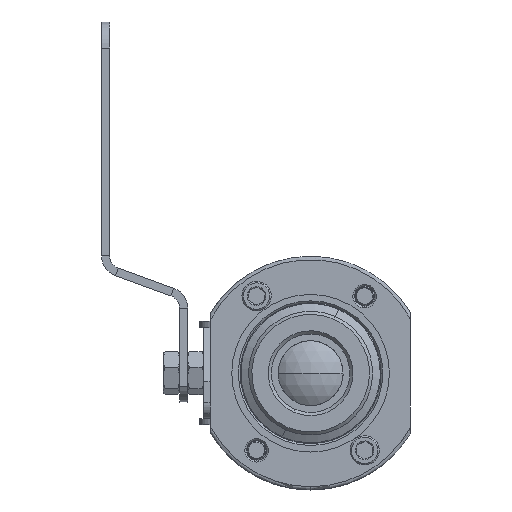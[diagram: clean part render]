
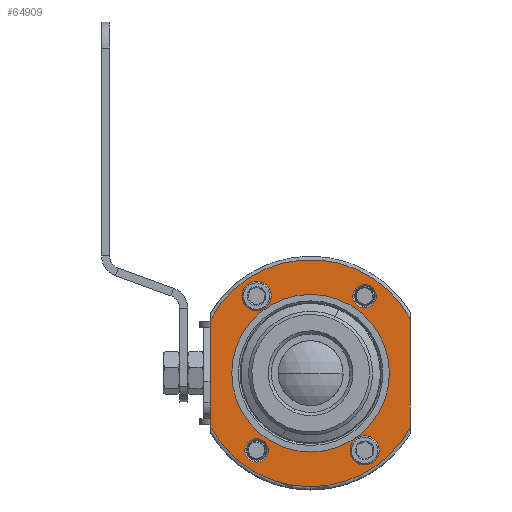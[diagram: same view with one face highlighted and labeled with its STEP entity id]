
A CAD part, left-side view. The second image highlights one B-rep face of the part: STEP entity #64909.
In plain terms, the highlighted planar face has unit normal (-1, 0, 0).
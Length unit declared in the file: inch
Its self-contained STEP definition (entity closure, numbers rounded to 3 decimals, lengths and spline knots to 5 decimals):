
#919 = DIRECTION ( 'NONE',  ( 0., 0., -1. ) ) ;
#1211 = ORIENTED_EDGE ( 'NONE', *, *, #21989, .T. ) ;
#5094 = VERTEX_POINT ( 'NONE', #10081 ) ;
#6457 = CARTESIAN_POINT ( 'NONE',  ( -1.755, 1.92, 1.03774 ) ) ;
#6647 = CARTESIAN_POINT ( 'NONE',  ( -1.755, -1.03817, -1.70798 ) ) ;
#8222 = DIRECTION ( 'NONE',  ( 1., 0., 0. ) ) ;
#9587 = AXIS2_PLACEMENT_3D ( 'NONE', #90533, #29524, #100779 ) ;
#10081 = CARTESIAN_POINT ( 'NONE',  ( -1.755, -1.03817, -1.25735 ) ) ;
#10897 = EDGE_CURVE ( 'NONE', #118254, #111887, #79335, .T. ) ;
#13260 = FACE_BOUND ( 'NONE', #39009, .T. ) ;
#13339 = DIRECTION ( 'NONE',  ( 1., 0., 0. ) ) ;
#17735 = EDGE_CURVE ( 'NONE', #111887, #118254, #35676, .T. ) ;
#18062 = LINE ( 'NONE', #130128, #96047 ) ;
#18178 = AXIS2_PLACEMENT_3D ( 'NONE', #58768, #129975, #69059 ) ;
#18870 = EDGE_LOOP ( 'NONE', ( #115753, #48463 ) ) ;
#20084 = AXIS2_PLACEMENT_3D ( 'NONE', #122861, #61911, #919 ) ;
#21067 = VERTEX_POINT ( 'NONE', #110119 ) ;
#21116 = CARTESIAN_POINT ( 'NONE',  ( -1.755, 0., 0. ) ) ;
#21989 = EDGE_CURVE ( 'NONE', #5094, #89571, #41000, .T. ) ;
#23586 = CIRCLE ( 'NONE', #55058, 0.22531 ) ;
#24188 = DIRECTION ( 'NONE',  ( 0., 0., -1. ) ) ;
#25220 = CARTESIAN_POINT ( 'NONE',  ( -1.755, 0., 0. ) ) ;
#29524 = DIRECTION ( 'NONE',  ( 1., 0., 0. ) ) ;
#29649 = CARTESIAN_POINT ( 'NONE',  ( -1.755, 1.03817, -1.48267 ) ) ;
#29671 = AXIS2_PLACEMENT_3D ( 'NONE', #100310, #39290, #110511 ) ;
#31145 = CARTESIAN_POINT ( 'NONE',  ( -1.755, 0., -2.1825 ) ) ;
#31342 = DIRECTION ( 'NONE',  ( 0., 0., -1. ) ) ;
#31834 = CIRCLE ( 'NONE', #29671, 0.22531 ) ;
#33654 = ORIENTED_EDGE ( 'NONE', *, *, #92790, .T. ) ;
#34024 = DIRECTION ( 'NONE',  ( 1., 0., 0. ) ) ;
#34177 = ORIENTED_EDGE ( 'NONE', *, *, #76414, .T. ) ;
#34398 = ORIENTED_EDGE ( 'NONE', *, *, #52464, .F. ) ;
#35398 = CARTESIAN_POINT ( 'NONE',  ( -1.755, -1.03817, 1.25735 ) ) ;
#35480 = DIRECTION ( 'NONE',  ( 0., 0., 1. ) ) ;
#35676 = CIRCLE ( 'NONE', #125068, 0.22531 ) ;
#37186 = FACE_OUTER_BOUND ( 'NONE', #101932, .T. ) ;
#37416 = CARTESIAN_POINT ( 'NONE',  ( -1.755, -1.03817, 1.48267 ) ) ;
#39009 = EDGE_LOOP ( 'NONE', ( #44353, #34177 ) ) ;
#39290 = DIRECTION ( 'NONE',  ( 1., 0., 0. ) ) ;
#39889 = DIRECTION ( 'NONE',  ( 0., 0., -1. ) ) ;
#41000 = CIRCLE ( 'NONE', #97983, 0.22531 ) ;
#41056 = VECTOR ( 'NONE', #105780, 39.37008 ) ;
#41857 = VERTEX_POINT ( 'NONE', #97730 ) ;
#43671 = EDGE_LOOP ( 'NONE', ( #34398, #107549 ) ) ;
#44353 = ORIENTED_EDGE ( 'NONE', *, *, #81743, .T. ) ;
#44373 = CIRCLE ( 'NONE', #65758, 0.22531 ) ;
#45147 = VERTEX_POINT ( 'NONE', #31145 ) ;
#46222 = AXIS2_PLACEMENT_3D ( 'NONE', #85221, #34024, #24188 ) ;
#46931 = CIRCLE ( 'NONE', #20084, 2.1825 ) ;
#47182 = CARTESIAN_POINT ( 'NONE',  ( -1.755, 1.03817, 1.48267 ) ) ;
#47673 = DIRECTION ( 'NONE',  ( 0., 0., -1. ) ) ;
#48463 = ORIENTED_EDGE ( 'NONE', *, *, #10897, .T. ) ;
#48680 = DIRECTION ( 'NONE',  ( 0., 0., -1. ) ) ;
#49851 = VERTEX_POINT ( 'NONE', #100835 ) ;
#50494 = CARTESIAN_POINT ( 'NONE',  ( -1.755, 1.03817, 1.48267 ) ) ;
#51354 = VERTEX_POINT ( 'NONE', #115353 ) ;
#51407 = CIRCLE ( 'NONE', #56934, 2.1825 ) ;
#51583 = AXIS2_PLACEMENT_3D ( 'NONE', #25220, #96455, #35480 ) ;
#52464 = EDGE_CURVE ( 'NONE', #41857, #119930, #97039, .T. ) ;
#54578 = EDGE_CURVE ( 'NONE', #51354, #21067, #23586, .T. ) ;
#55058 = AXIS2_PLACEMENT_3D ( 'NONE', #29649, #100909, #39889 ) ;
#56023 = CARTESIAN_POINT ( 'NONE',  ( -1.755, -1.92, -1.03774 ) ) ;
#56353 = ORIENTED_EDGE ( 'NONE', *, *, #120347, .T. ) ;
#56934 = AXIS2_PLACEMENT_3D ( 'NONE', #21116, #92334, #31342 ) ;
#57424 = DIRECTION ( 'NONE',  ( 0., 0., -1. ) ) ;
#58701 = CARTESIAN_POINT ( 'NONE',  ( -1.755, 0., 0. ) ) ;
#58768 = CARTESIAN_POINT ( 'NONE',  ( -1.755, 0., 0. ) ) ;
#59281 = VERTEX_POINT ( 'NONE', #56023 ) ;
#59508 = EDGE_CURVE ( 'NONE', #119930, #41857, #107664, .T. ) ;
#59780 = EDGE_LOOP ( 'NONE', ( #33654, #125649 ) ) ;
#60735 = DIRECTION ( 'NONE',  ( 0., 0., -1. ) ) ;
#61911 = DIRECTION ( 'NONE',  ( -1., 0., 0. ) ) ;
#62980 = AXIS2_PLACEMENT_3D ( 'NONE', #58701, #129912, #68993 ) ;
#63446 = CIRCLE ( 'NONE', #9587, 0.22531 ) ;
#64301 = FACE_BOUND ( 'NONE', #43671, .T. ) ;
#64909 = ADVANCED_FACE ( 'NONE', ( #13260, #121626, #94509, #118408, #64301, #37186 ), #74993, .F. ) ;
#65005 = CIRCLE ( 'NONE', #18178, 2.1825 ) ;
#65758 = AXIS2_PLACEMENT_3D ( 'NONE', #37416, #108644, #47673 ) ;
#66856 = AXIS2_PLACEMENT_3D ( 'NONE', #50494, #121697, #60735 ) ;
#67768 = CARTESIAN_POINT ( 'NONE',  ( -1.755, 1.03817, 1.25735 ) ) ;
#68993 = DIRECTION ( 'NONE',  ( 0., 0., 1. ) ) ;
#69059 = DIRECTION ( 'NONE',  ( 0., 0., -1. ) ) ;
#69263 = CARTESIAN_POINT ( 'NONE',  ( -1.755, -1.03817, -1.48267 ) ) ;
#69673 = EDGE_CURVE ( 'NONE', #110852, #98054, #18062, .T. ) ;
#74383 = CARTESIAN_POINT ( 'NONE',  ( -1.755, -1.03817, -1.48267 ) ) ;
#74993 = PLANE ( 'NONE',  #46222 ) ;
#76414 = EDGE_CURVE ( 'NONE', #113508, #49851, #31834, .T. ) ;
#79033 = CARTESIAN_POINT ( 'NONE',  ( -1.755, 1.92, -1.03774 ) ) ;
#79335 = CIRCLE ( 'NONE', #66856, 0.22531 ) ;
#79496 = DIRECTION ( 'NONE',  ( 0., 0., -1. ) ) ;
#81149 = ORIENTED_EDGE ( 'NONE', *, *, #126897, .T. ) ;
#81743 = EDGE_CURVE ( 'NONE', #49851, #113508, #44373, .T. ) ;
#84600 = DIRECTION ( 'NONE',  ( 0., 0., -1. ) ) ;
#85221 = CARTESIAN_POINT ( 'NONE',  ( -1.755, 0., 0. ) ) ;
#86679 = ORIENTED_EDGE ( 'NONE', *, *, #69673, .T. ) ;
#89571 = VERTEX_POINT ( 'NONE', #6647 ) ;
#90533 = CARTESIAN_POINT ( 'NONE',  ( -1.755, 1.03817, -1.48267 ) ) ;
#92334 = DIRECTION ( 'NONE',  ( -1., 0., 0. ) ) ;
#92790 = EDGE_CURVE ( 'NONE', #21067, #51354, #63446, .T. ) ;
#93602 = EDGE_CURVE ( 'NONE', #98054, #45147, #65005, .T. ) ;
#93672 = ORIENTED_EDGE ( 'NONE', *, *, #130856, .T. ) ;
#94509 = FACE_BOUND ( 'NONE', #59780, .T. ) ;
#95170 = LINE ( 'NONE', #95527, #41056 ) ;
#95527 = CARTESIAN_POINT ( 'NONE',  ( -1.755, -1.92, 1.36643 ) ) ;
#96047 = VECTOR ( 'NONE', #48680, 39.37008 ) ;
#96455 = DIRECTION ( 'NONE',  ( -1., 0., 0. ) ) ;
#97039 = CIRCLE ( 'NONE', #51583, 1.515 ) ;
#97730 = CARTESIAN_POINT ( 'NONE',  ( -1.755, 0., 1.515 ) ) ;
#97983 = AXIS2_PLACEMENT_3D ( 'NONE', #69263, #8222, #79496 ) ;
#98054 = VERTEX_POINT ( 'NONE', #79033 ) ;
#100310 = CARTESIAN_POINT ( 'NONE',  ( -1.755, -1.03817, 1.48267 ) ) ;
#100779 = DIRECTION ( 'NONE',  ( 0., 0., -1. ) ) ;
#100835 = CARTESIAN_POINT ( 'NONE',  ( -1.755, -1.03817, 1.70798 ) ) ;
#100909 = DIRECTION ( 'NONE',  ( 1., 0., 0. ) ) ;
#101299 = VERTEX_POINT ( 'NONE', #116742 ) ;
#101876 = CARTESIAN_POINT ( 'NONE',  ( -1.755, 0., -1.515 ) ) ;
#101927 = EDGE_LOOP ( 'NONE', ( #1211, #123607 ) ) ;
#101932 = EDGE_LOOP ( 'NONE', ( #113481, #81149, #56353, #93672, #86679 ) ) ;
#105780 = DIRECTION ( 'NONE',  ( 0., 0., 1. ) ) ;
#106854 = EDGE_CURVE ( 'NONE', #89571, #5094, #121337, .T. ) ;
#107549 = ORIENTED_EDGE ( 'NONE', *, *, #59508, .F. ) ;
#107664 = CIRCLE ( 'NONE', #62980, 1.515 ) ;
#108644 = DIRECTION ( 'NONE',  ( 1., 0., 0. ) ) ;
#110119 = CARTESIAN_POINT ( 'NONE',  ( -1.755, 1.03817, -1.25735 ) ) ;
#110511 = DIRECTION ( 'NONE',  ( 0., 0., -1. ) ) ;
#110852 = VERTEX_POINT ( 'NONE', #6457 ) ;
#111887 = VERTEX_POINT ( 'NONE', #124176 ) ;
#113481 = ORIENTED_EDGE ( 'NONE', *, *, #93602, .T. ) ;
#113508 = VERTEX_POINT ( 'NONE', #35398 ) ;
#115353 = CARTESIAN_POINT ( 'NONE',  ( -1.755, 1.03817, -1.70798 ) ) ;
#115753 = ORIENTED_EDGE ( 'NONE', *, *, #17735, .T. ) ;
#116742 = CARTESIAN_POINT ( 'NONE',  ( -1.755, -1.92, 1.03774 ) ) ;
#118254 = VERTEX_POINT ( 'NONE', #67768 ) ;
#118383 = DIRECTION ( 'NONE',  ( 1., 0., 0. ) ) ;
#118408 = FACE_BOUND ( 'NONE', #101927, .T. ) ;
#119930 = VERTEX_POINT ( 'NONE', #101876 ) ;
#120347 = EDGE_CURVE ( 'NONE', #59281, #101299, #95170, .T. ) ;
#121337 = CIRCLE ( 'NONE', #125364, 0.22531 ) ;
#121626 = FACE_BOUND ( 'NONE', #18870, .T. ) ;
#121697 = DIRECTION ( 'NONE',  ( 1., 0., 0. ) ) ;
#122861 = CARTESIAN_POINT ( 'NONE',  ( -1.755, 0., 0. ) ) ;
#123607 = ORIENTED_EDGE ( 'NONE', *, *, #106854, .T. ) ;
#124176 = CARTESIAN_POINT ( 'NONE',  ( -1.755, 1.03817, 1.70798 ) ) ;
#125068 = AXIS2_PLACEMENT_3D ( 'NONE', #47182, #118383, #57424 ) ;
#125364 = AXIS2_PLACEMENT_3D ( 'NONE', #74383, #13339, #84600 ) ;
#125649 = ORIENTED_EDGE ( 'NONE', *, *, #54578, .T. ) ;
#126897 = EDGE_CURVE ( 'NONE', #45147, #59281, #46931, .T. ) ;
#129912 = DIRECTION ( 'NONE',  ( -1., 0., 0. ) ) ;
#129975 = DIRECTION ( 'NONE',  ( -1., 0., 0. ) ) ;
#130128 = CARTESIAN_POINT ( 'NONE',  ( -1.755, 1.92, 1.36643 ) ) ;
#130856 = EDGE_CURVE ( 'NONE', #101299, #110852, #51407, .T. ) ;
